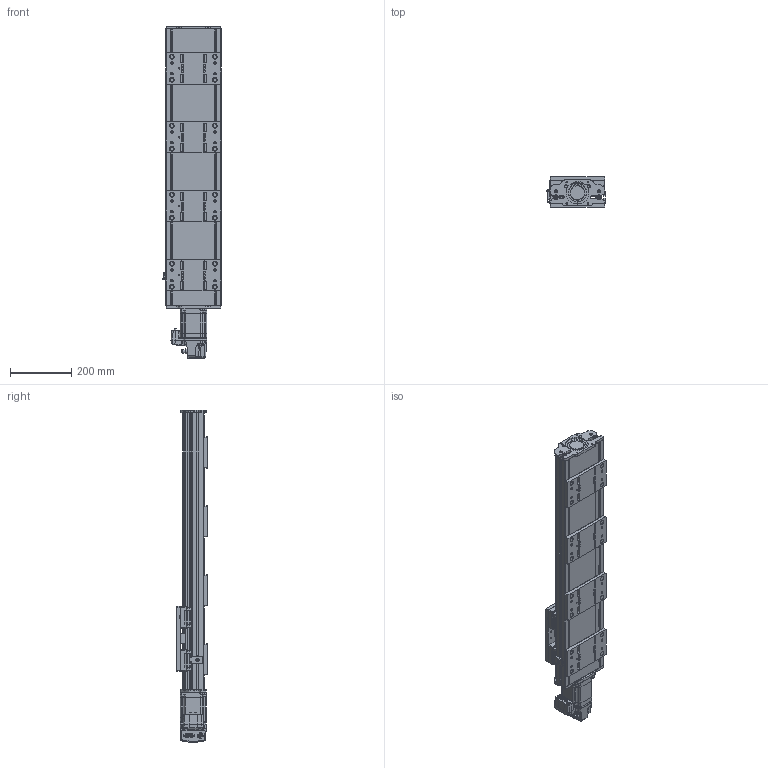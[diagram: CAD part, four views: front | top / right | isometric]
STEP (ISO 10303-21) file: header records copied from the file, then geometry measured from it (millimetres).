
FILE_DESCRIPTION (( 'STEP AP214' ), '1' );
FILE_NAME ('LRU_LRU0500x18-E01T11A.step', '2025-08-04T17:57:23', ( '' ), ( '' ), 'SwSTEP 2.0', 'SolidWorks 2019', '' );
FILE_SCHEMA (( 'AUTOMOTIVE_DESIGN' ));
Length unit declared in the file: millimetre
Products named in the file (7): LRU_carriage^LRU_180; NMS34_motor^LRU_LRU; LC40_carriage^LRU; LRU_LRU0500x18-E01T11A; LRU_base^LRU_LRU0500x18; NMS23_sensor^LRU; AP187^LRU
Assembly tree (9 placements, depth 2):
  LRU_LRU0500x18-E01T11A
    LRU_base^LRU_LRU0500x18
    LRU_carriage^LRU_180
    NMS34_motor^LRU_LRU
    LC40_carriage^LRU  x4
    NMS23_sensor^LRU
    AP187^LRU
Bounding box: 189.25 x 100 x 1080.55 mm (x, y, z)
Volume: 6724983.5 mm3; surface area: 1817419.2 mm2
Topology: 184 solids, 184 shells, 3330 faces, 8150 edges, 5404 vertices
Faces by surface type: plane 2012, cylinder 1201, cone 51, bspline 48, sphere 12, torus 6
Entity records: 80219 total; most frequent: CARTESIAN_POINT 14586, DIRECTION 13197, ORIENTED_EDGE 12574, EDGE_CURVE 6287, AXIS2_PLACEMENT_3D 4579, VERTEX_POINT 4162, LINE 4039, VECTOR 4039
